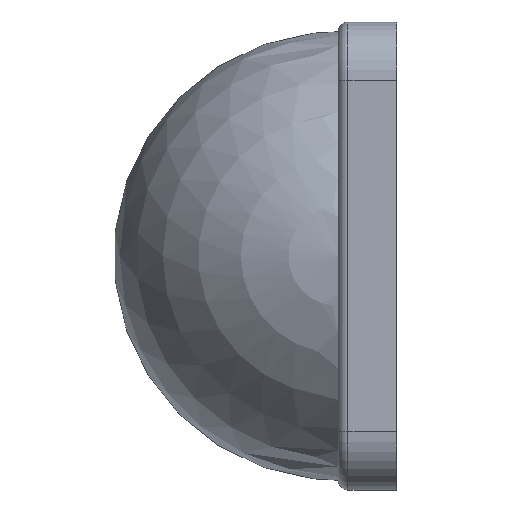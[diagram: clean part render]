
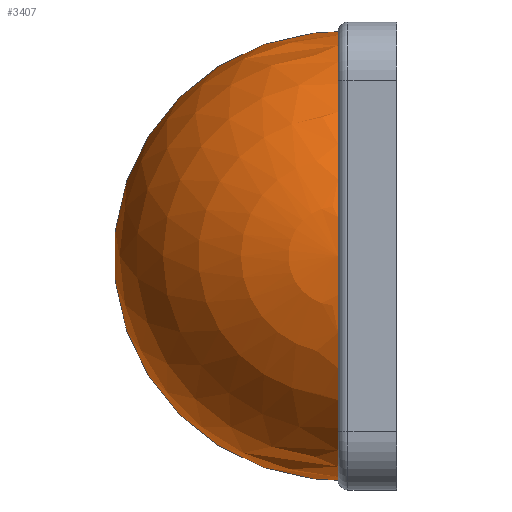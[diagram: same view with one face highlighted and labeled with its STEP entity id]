
A CAD part, left-side view. The second image highlights one B-rep face of the part: STEP entity #3407.
In plain terms, the highlighted spherical face has radius 11.5 mm.
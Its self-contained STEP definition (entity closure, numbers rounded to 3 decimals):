
#1126=FACE_OUTER_BOUND('',#1315,.T.);
#1315=EDGE_LOOP('',(#2389,#2390,#2391,#2392));
#1508=CIRCLE('',#3617,11.5);
#1509=CIRCLE('',#3618,11.5);
#1510=CIRCLE('',#3619,11.5);
#1511=CIRCLE('',#3620,11.5);
#1556=VERTEX_POINT('',#4791);
#1557=VERTEX_POINT('',#4792);
#1558=VERTEX_POINT('',#4794);
#1559=VERTEX_POINT('',#4796);
#1881=EDGE_CURVE('',#1556,#1557,#1508,.T.);
#1882=EDGE_CURVE('',#1558,#1556,#1509,.T.);
#1883=EDGE_CURVE('',#1559,#1558,#1510,.T.);
#1884=EDGE_CURVE('',#1557,#1559,#1511,.T.);
#2389=ORIENTED_EDGE('',*,*,#1881,.F.);
#2390=ORIENTED_EDGE('',*,*,#1882,.F.);
#2391=ORIENTED_EDGE('',*,*,#1883,.F.);
#2392=ORIENTED_EDGE('',*,*,#1884,.F.);
#3405=SPHERICAL_SURFACE('',#3616,11.5);
#3407=ADVANCED_FACE('',(#1126),#3405,.T.);
#3616=AXIS2_PLACEMENT_3D('',#4790,#3855,#3856);
#3617=AXIS2_PLACEMENT_3D('',#4793,#3857,#3858);
#3618=AXIS2_PLACEMENT_3D('',#4795,#3859,#3860);
#3619=AXIS2_PLACEMENT_3D('',#4797,#3861,#3862);
#3620=AXIS2_PLACEMENT_3D('',#4798,#3863,#3864);
#3855=DIRECTION('center_axis',(1.,0.,0.));
#3856=DIRECTION('ref_axis',(0.,0.,-1.));
#3857=DIRECTION('center_axis',(0.,-1.,0.));
#3858=DIRECTION('ref_axis',(0.,0.,-1.));
#3859=DIRECTION('center_axis',(0.,-1.,0.));
#3860=DIRECTION('ref_axis',(0.,0.,-1.));
#3861=DIRECTION('center_axis',(0.,-1.,0.));
#3862=DIRECTION('ref_axis',(0.,0.,-1.));
#3863=DIRECTION('center_axis',(0.,-1.,0.));
#3864=DIRECTION('ref_axis',(0.,0.,-1.));
#4790=CARTESIAN_POINT('Origin',(0.,2.,0.));
#4791=CARTESIAN_POINT('',(11.5,2.,0.));
#4792=CARTESIAN_POINT('',(0.,2.,11.5));
#4793=CARTESIAN_POINT('Origin',(0.,2.,0.));
#4794=CARTESIAN_POINT('',(0.,2.,-11.5));
#4795=CARTESIAN_POINT('Origin',(0.,2.,0.));
#4796=CARTESIAN_POINT('',(-11.5,2.,0.));
#4797=CARTESIAN_POINT('Origin',(0.,2.,0.));
#4798=CARTESIAN_POINT('Origin',(0.,2.,0.));
